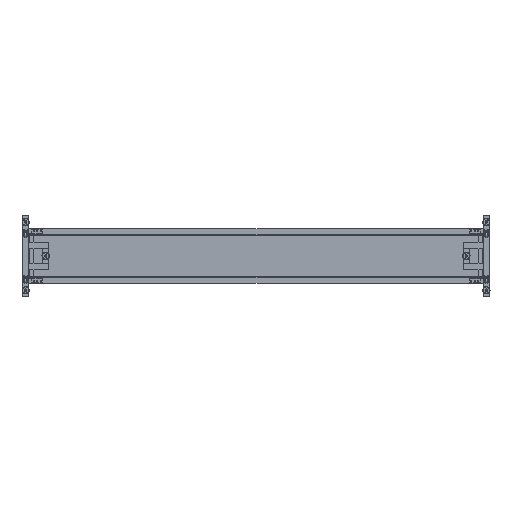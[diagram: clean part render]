
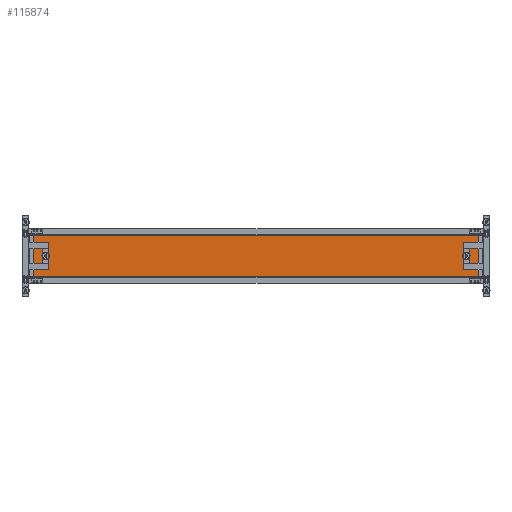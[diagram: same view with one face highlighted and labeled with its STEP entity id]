
A CAD part, front view. The second image highlights one B-rep face of the part: STEP entity #115874.
In plain terms, the highlighted planar face has unit normal (0, -1, 0).
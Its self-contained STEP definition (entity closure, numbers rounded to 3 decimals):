
#6040 = DIRECTION ( 'NONE',  ( 0., 0., 1. ) ) ;
#8731 = VERTEX_POINT ( 'NONE', #23031 ) ;
#11351 = LINE ( 'NONE', #55170, #26000 ) ;
#12780 = VECTOR ( 'NONE', #93087, 1000. ) ;
#17137 = LINE ( 'NONE', #54276, #30227 ) ;
#18114 = VERTEX_POINT ( 'NONE', #100126 ) ;
#23031 = CARTESIAN_POINT ( 'NONE',  ( -1216.662, 555.441, 228.49 ) ) ;
#26000 = VECTOR ( 'NONE', #84333, 1000. ) ;
#26027 = CARTESIAN_POINT ( 'NONE',  ( 681.828, 555.441, 0. ) ) ;
#27336 = CARTESIAN_POINT ( 'NONE',  ( 1880.318, 555.441, 228.49 ) ) ;
#30227 = VECTOR ( 'NONE', #109131, 1000. ) ;
#31081 = CARTESIAN_POINT ( 'NONE',  ( -516.662, 555.441, -228.49 ) ) ;
#41143 = ORIENTED_EDGE ( 'NONE', *, *, #55469, .F. ) ;
#51278 = EDGE_CURVE ( 'NONE', #57134, #8731, #111369, .T. ) ;
#54276 = CARTESIAN_POINT ( 'NONE',  ( 3680.318, 555.441, -228.49 ) ) ;
#55170 = CARTESIAN_POINT ( 'NONE',  ( -1216.662, 555.441, -228.49 ) ) ;
#55469 = EDGE_CURVE ( 'NONE', #18114, #8731, #11351, .T. ) ;
#56346 = AXIS2_PLACEMENT_3D ( 'NONE', #26027, #119194, #6040 ) ;
#57134 = VERTEX_POINT ( 'NONE', #83083 ) ;
#57354 = ORIENTED_EDGE ( 'NONE', *, *, #75024, .T. ) ;
#59020 = DIRECTION ( 'NONE',  ( 1., 0., 0. ) ) ;
#64361 = PLANE ( 'NONE',  #56346 ) ;
#69153 = VERTEX_POINT ( 'NONE', #114947 ) ;
#75024 = EDGE_CURVE ( 'NONE', #18114, #69153, #77295, .T. ) ;
#77295 = LINE ( 'NONE', #31081, #114895 ) ;
#77743 = ORIENTED_EDGE ( 'NONE', *, *, #51278, .T. ) ;
#83083 = CARTESIAN_POINT ( 'NONE',  ( 3680.318, 555.441, 228.49 ) ) ;
#84333 = DIRECTION ( 'NONE',  ( 0., 0., 1. ) ) ;
#86334 = EDGE_CURVE ( 'NONE', #69153, #57134, #17137, .T. ) ;
#93087 = DIRECTION ( 'NONE',  ( -1., 0., 0. ) ) ;
#98245 = ORIENTED_EDGE ( 'NONE', *, *, #86334, .T. ) ;
#100126 = CARTESIAN_POINT ( 'NONE',  ( -1216.662, 555.441, -228.49 ) ) ;
#108030 = EDGE_LOOP ( 'NONE', ( #77743, #41143, #57354, #98245 ) ) ;
#108898 = FACE_OUTER_BOUND ( 'NONE', #108030, .T. ) ;
#109131 = DIRECTION ( 'NONE',  ( 0., 0., 1. ) ) ;
#111369 = LINE ( 'NONE', #27336, #12780 ) ;
#114895 = VECTOR ( 'NONE', #59020, 1000. ) ;
#114947 = CARTESIAN_POINT ( 'NONE',  ( 3680.318, 555.441, -228.49 ) ) ;
#115874 = ADVANCED_FACE ( 'NONE', ( #108898 ), #64361, .F. ) ;
#119194 = DIRECTION ( 'NONE',  ( 0., 1., 0. ) ) ;
